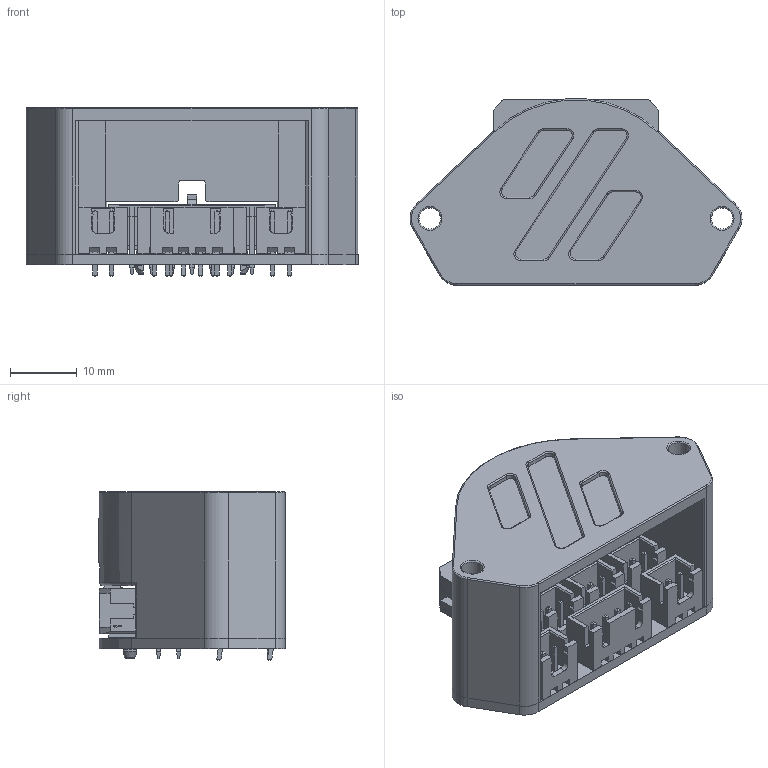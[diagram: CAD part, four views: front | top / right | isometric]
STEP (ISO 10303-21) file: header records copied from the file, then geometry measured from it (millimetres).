
FILE_DESCRIPTION(/* description */ (''),/* implementation_level */ '2;1');
FILE_NAME(/* name */ 'Toolhead_PCB v3 cover.step',/* time_stamp */ '2022-01-06T14:41:54+02:00',/* author */ (''),/* organization */ (''),/* preprocessor_version */ 'ST-DEVELOPER v18.1',/* originating_system */ 'Autodesk Translation Framework v10.10.0.1391',/* authorisation */ '');
FILE_SCHEMA (('AUTOMOTIVE_DESIGN { 1 0 10303 214 3 1 1 }'));
Length unit declared in the file: millimetre
Products named in the file (9): Toolhead_PCB; 430451400; SOLID (1); JST_XH_B2B-XH-A_1x02_P2.50mm_Vertical; SOLID; JST_XH_B4B-XH-A_1x04_P2.50mm_Vertical; SOLID (2); COMPOUND; wires cover
Assembly tree (13 placements, depth 3):
  Toolhead_PCB
    JST_XH_B2B-XH-A_1x02_P2.50mm_Vertical  x6
      SOLID
    430451400
      SOLID (1)
    JST_XH_B4B-XH-A_1x04_P2.50mm_Vertical
      SOLID (2)
    COMPOUND
    wires cover
Bounding box: 49.84 x 27.99 x 25.35 mm (x, y, z)
Volume: 13327.6 mm3; surface area: 13464.8 mm2
Topology: 10 solids, 10 shells, 1438 faces, 3731 edges, 2380 vertices
Faces by surface type: plane 1284, cylinder 124, torus 24, cone 2, bspline 2, sphere 2
Full cylindrical faces by diameter (mm): 0.95 x4, 1 x12, 1.02 x14, 3 x2, 3.2 x4
Entity records: 30003 total; most frequent: CARTESIAN_POINT 5249, ORIENTED_EDGE 5072, DIRECTION 4797, EDGE_CURVE 2536, LINE 2281, VECTOR 2281, VERTEX_POINT 1600, AXIS2_PLACEMENT_3D 1258
